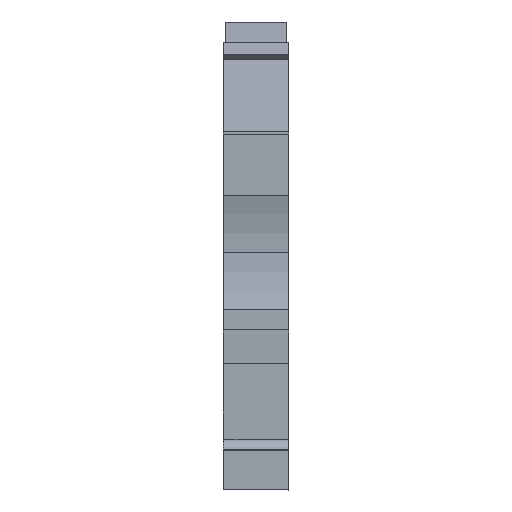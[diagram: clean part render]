
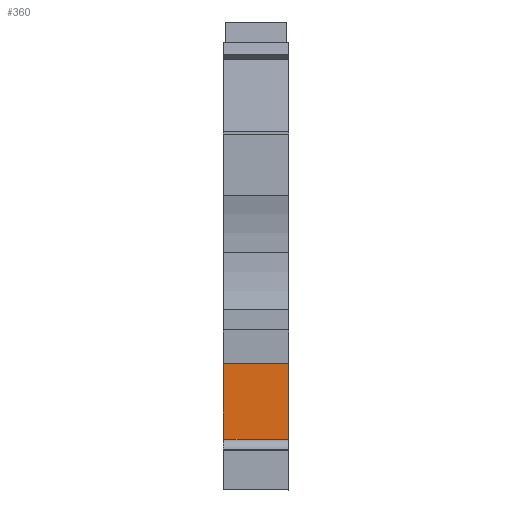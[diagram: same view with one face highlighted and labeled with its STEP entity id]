
A CAD part, front view. The second image highlights one B-rep face of the part: STEP entity #360.
In plain terms, the highlighted planar face has unit normal (0, -1, 0).
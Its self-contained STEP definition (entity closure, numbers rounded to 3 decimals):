
#360=ADVANCED_FACE('',(#937),#938,.F.);
#937=FACE_OUTER_BOUND('',#1735,.T.);
#938=PLANE('',#1736);
#1735=EDGE_LOOP('',(#2744,#2745,#2746,#2747,#2748,#2749));
#1736=AXIS2_PLACEMENT_3D('',#2750,#2751,#2752);
#2744=ORIENTED_EDGE('',*,*,#5174,.F.);
#2745=ORIENTED_EDGE('',*,*,#5175,.F.);
#2746=ORIENTED_EDGE('',*,*,#5176,.T.);
#2747=ORIENTED_EDGE('',*,*,#5151,.T.);
#2748=ORIENTED_EDGE('',*,*,#5177,.F.);
#2749=ORIENTED_EDGE('',*,*,#5171,.T.);
#2750=CARTESIAN_POINT('',(0.,3.6,9.95));
#2751=DIRECTION('',(0.,1.0,0.));
#2752=DIRECTION('',(-1.0,0.,0.));
#5151=EDGE_CURVE('',#6287,#6285,#6288,.T.);
#5171=EDGE_CURVE('',#6317,#6315,#6318,.T.);
#5174=EDGE_CURVE('',#6321,#6315,#6322,.T.);
#5175=EDGE_CURVE('',#6323,#6321,#6324,.T.);
#5176=EDGE_CURVE('',#6323,#6287,#6325,.T.);
#5177=EDGE_CURVE('',#6317,#6285,#6326,.T.);
#6285=VERTEX_POINT('',#8606);
#6287=VERTEX_POINT('',#8609);
#6288=LINE('',#8610,#8611);
#6315=VERTEX_POINT('',#8647);
#6317=VERTEX_POINT('',#8650);
#6318=LINE('',#8651,#8652);
#6321=VERTEX_POINT('',#8656);
#6322=LINE('',#8657,#8658);
#6323=VERTEX_POINT('',#8659);
#6324=LINE('',#8660,#8661);
#6325=LINE('',#8662,#8663);
#6326=LINE('',#8664,#8665);
#8606=CARTESIAN_POINT('',(1.,3.6,4.));
#8609=CARTESIAN_POINT('',(0.,3.6,4.));
#8610=CARTESIAN_POINT('',(0.,3.6,4.));
#8611=VECTOR('',#11917,1.0);
#8647=CARTESIAN_POINT('',(5.15,3.6,1.5));
#8650=CARTESIAN_POINT('',(1.,3.6,1.5));
#8651=CARTESIAN_POINT('',(1.,3.6,1.5));
#8652=VECTOR('',#11940,1.0);
#8656=CARTESIAN_POINT('',(5.15,3.6,9.95));
#8657=CARTESIAN_POINT('',(5.15,3.6,44.4));
#8658=VECTOR('',#11942,1.0);
#8659=CARTESIAN_POINT('',(0.,3.6,9.95));
#8660=CARTESIAN_POINT('',(0.,3.6,9.95));
#8661=VECTOR('',#11943,1.0);
#8662=CARTESIAN_POINT('',(0.,3.6,44.4));
#8663=VECTOR('',#11944,1.0);
#8664=CARTESIAN_POINT('',(1.,3.6,5.677));
#8665=VECTOR('',#11945,1.0);
#11917=DIRECTION('',(1.0,0.,0.));
#11940=DIRECTION('',(1.0,0.,0.));
#11942=DIRECTION('',(0.,0.,-1.0));
#11943=DIRECTION('',(1.0,0.,0.));
#11944=DIRECTION('',(0.,0.,-1.0));
#11945=DIRECTION('',(0.,0.,1.0));
